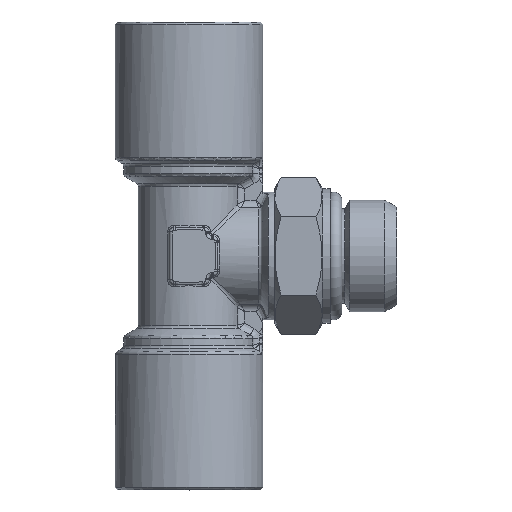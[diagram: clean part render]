
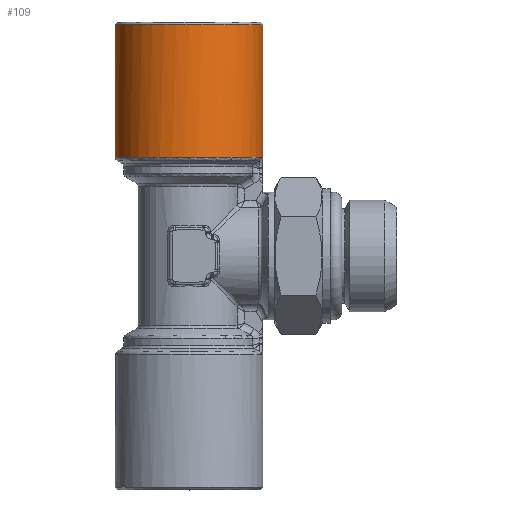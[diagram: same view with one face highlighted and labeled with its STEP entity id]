
A CAD part, top view. The second image highlights one B-rep face of the part: STEP entity #109.
In plain terms, the highlighted cylindrical face has radius 9.25 mm (diameter 18.5 mm), a full revolution.
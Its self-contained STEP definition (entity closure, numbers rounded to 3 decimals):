
#109 = ADVANCED_FACE( 'NONE', ( #665, #666 ), #667, .T. );
#665 = FACE_OUTER_BOUND( '', #2215, .T. );
#666 = FACE_OUTER_BOUND( '', #2216, .T. );
#667 = CYLINDRICAL_SURFACE( '', #2217, 9.25 );
#2215 = EDGE_LOOP( '', ( #9823, #9824, #9825, #9826, #9827, #9828, #9829, #9830, #9831, #9832, #9833 ) );
#2216 = EDGE_LOOP( '', ( #9834 ) );
#2217 = AXIS2_PLACEMENT_3D( '', #9835, #9836, #9837 );
#9823 = ORIENTED_EDGE( '', *, *, #13080, .T. );
#9824 = ORIENTED_EDGE( '', *, *, #13081, .T. );
#9825 = ORIENTED_EDGE( '', *, *, #13082, .T. );
#9826 = ORIENTED_EDGE( '', *, *, #13083, .T. );
#9827 = ORIENTED_EDGE( '', *, *, #13084, .T. );
#9828 = ORIENTED_EDGE( '', *, *, #13085, .T. );
#9829 = ORIENTED_EDGE( '', *, *, #13086, .T. );
#9830 = ORIENTED_EDGE( '', *, *, #13087, .T. );
#9831 = ORIENTED_EDGE( '', *, *, #13088, .T. );
#9832 = ORIENTED_EDGE( '', *, *, #13089, .T. );
#9833 = ORIENTED_EDGE( '', *, *, #13090, .T. );
#9834 = ORIENTED_EDGE( '', *, *, #13091, .F. );
#9835 = CARTESIAN_POINT( '', ( 0., 0., 0. ) );
#9836 = DIRECTION( '', ( 0., 1., 0. ) );
#9837 = DIRECTION( '', ( 0., 0., -1. ) );
#13080 = EDGE_CURVE( 'NONE', #14503, #14504, #14505, .T. );
#13081 = EDGE_CURVE( 'NONE', #14504, #14506, #14507, .T. );
#13082 = EDGE_CURVE( 'NONE', #14506, #14508, #14509, .T. );
#13083 = EDGE_CURVE( 'NONE', #14508, #14510, #14511, .T. );
#13084 = EDGE_CURVE( 'NONE', #14510, #14512, #14513, .T. );
#13085 = EDGE_CURVE( 'NONE', #14512, #14514, #14515, .T. );
#13086 = EDGE_CURVE( 'NONE', #14514, #14516, #14517, .T. );
#13087 = EDGE_CURVE( 'NONE', #14516, #14518, #14519, .T. );
#13088 = EDGE_CURVE( 'NONE', #14518, #14520, #14521, .T. );
#13089 = EDGE_CURVE( 'NONE', #14520, #14522, #14523, .T. );
#13090 = EDGE_CURVE( 'NONE', #14522, #14503, #14524, .T. );
#13091 = EDGE_CURVE( 'NONE', #14525, #14525, #14526, .T. );
#14503 = VERTEX_POINT( 'NONE', #17525 );
#14504 = VERTEX_POINT( 'NONE', #17526 );
#14505 = B_SPLINE_CURVE_WITH_KNOTS( '', 3, ( #17527, #17528, #17529, #17530, #17531, #17532, #17533, #17534, #17535, #17536, #17537, #17538, #17539 ), .UNSPECIFIED., .F., .F., ( 4, 1, 1, 1, 1, 1, 1, 1, 1, 1, 4 ), ( 0., 0.064, 0.126, 0.189, 0.251, 0.377, 0.5, 0.626, 0.75, 0.874, 1. ), .UNSPECIFIED. );
#14506 = VERTEX_POINT( 'NONE', #17540 );
#14507 = CIRCLE( '', #17541, 9.25 );
#14508 = VERTEX_POINT( 'NONE', #17542 );
#14509 = B_SPLINE_CURVE_WITH_KNOTS( '', 3, ( #17543, #17544, #17545, #17546, #17547, #17548, #17549, #17550, #17551, #17552, #17553, #17554, #17555 ), .UNSPECIFIED., .F., .F., ( 4, 1, 1, 1, 1, 1, 1, 1, 1, 1, 4 ), ( 0., 0.063, 0.126, 0.188, 0.25, 0.374, 0.5, 0.623, 0.75, 0.874, 1. ), .UNSPECIFIED. );
#14510 = VERTEX_POINT( 'NONE', #17556 );
#14511 = B_SPLINE_CURVE_WITH_KNOTS( '', 3, ( #17557, #17558, #17559, #17560 ), .UNSPECIFIED., .F., .F., ( 4, 4 ), ( 0., 0. ), .UNSPECIFIED. );
#14512 = VERTEX_POINT( 'NONE', #17561 );
#14513 = LINE( '', #17562, #17563 );
#14514 = VERTEX_POINT( 'NONE', #17564 );
#14515 = B_SPLINE_CURVE_WITH_KNOTS( '', 3, ( #17565, #17566, #17567, #17568 ), .UNSPECIFIED., .F., .F., ( 4, 4 ), ( 0., 0. ), .UNSPECIFIED. );
#14516 = VERTEX_POINT( 'NONE', #17569 );
#14517 = ( BOUNDED_CURVE(  )B_SPLINE_CURVE( 3, ( #17572, #17573, #17574, #17575 ), .UNSPECIFIED., .F., .F. )B_SPLINE_CURVE_WITH_KNOTS( ( 4, 4 ), ( 3.025, 3.142 ), .UNSPECIFIED. )CURVE(  )GEOMETRIC_REPRESENTATION_ITEM(  )RATIONAL_B_SPLINE_CURVE( ( 1., 0.999, 0.999, 1. ) )REPRESENTATION_ITEM( '' ) );
#14518 = VERTEX_POINT( 'NONE', #17581 );
#14519 = ( BOUNDED_CURVE(  )B_SPLINE_CURVE( 3, ( #17584, #17585, #17586, #17587 ), .UNSPECIFIED., .F., .F. )B_SPLINE_CURVE_WITH_KNOTS( ( 4, 4 ), ( 3.142, 3.258 ), .UNSPECIFIED. )CURVE(  )GEOMETRIC_REPRESENTATION_ITEM(  )RATIONAL_B_SPLINE_CURVE( ( 1., 0.999, 0.999, 1. ) )REPRESENTATION_ITEM( '' ) );
#14520 = VERTEX_POINT( 'NONE', #17593 );
#14521 = B_SPLINE_CURVE_WITH_KNOTS( '', 3, ( #17594, #17595, #17596, #17597 ), .UNSPECIFIED., .F., .F., ( 4, 4 ), ( 0., 0. ), .UNSPECIFIED. );
#14522 = VERTEX_POINT( 'NONE', #17598 );
#14523 = LINE( '', #17599, #17600 );
#14524 = B_SPLINE_CURVE_WITH_KNOTS( '', 3, ( #17601, #17602, #17603, #17604 ), .UNSPECIFIED., .F., .F., ( 4, 4 ), ( 0., 0. ), .UNSPECIFIED. );
#14525 = VERTEX_POINT( '', #17605 );
#14526 = CIRCLE( '', #17606, 9.25 );
#17525 = CARTESIAN_POINT( '', ( 9.185, 11.169, -1.096 ) );
#17526 = CARTESIAN_POINT( '', ( 8.924, 12.355, -2.434 ) );
#17527 = CARTESIAN_POINT( '', ( 9.185, 11.169, -1.096 ) );
#17528 = CARTESIAN_POINT( '', ( 9.184, 11.209, -1.106 ) );
#17529 = CARTESIAN_POINT( '', ( 9.181, 11.29, -1.124 ) );
#17530 = CARTESIAN_POINT( '', ( 9.177, 11.407, -1.163 ) );
#17531 = CARTESIAN_POINT( '', ( 9.171, 11.52, -1.209 ) );
#17532 = CARTESIAN_POINT( '', ( 9.161, 11.666, -1.282 ) );
#17533 = CARTESIAN_POINT( '', ( 9.145, 11.837, -1.393 ) );
#17534 = CARTESIAN_POINT( '', ( 9.118, 12.017, -1.559 ) );
#17535 = CARTESIAN_POINT( '', ( 9.084, 12.165, -1.751 ) );
#17536 = CARTESIAN_POINT( '', ( 9.039, 12.273, -1.966 ) );
#17537 = CARTESIAN_POINT( '', ( 8.987, 12.342, -2.197 ) );
#17538 = CARTESIAN_POINT( '', ( 8.945, 12.351, -2.355 ) );
#17539 = CARTESIAN_POINT( '', ( 8.924, 12.355, -2.434 ) );
#17540 = CARTESIAN_POINT( '', ( 8.924, 12.355, 2.434 ) );
#17541 = AXIS2_PLACEMENT_3D( '', #24715, #24716, #24717 );
#17542 = CARTESIAN_POINT( '', ( 9.185, 11.169, 1.096 ) );
#17543 = CARTESIAN_POINT( '', ( 8.924, 12.355, 2.434 ) );
#17544 = CARTESIAN_POINT( '', ( 8.935, 12.354, 2.394 ) );
#17545 = CARTESIAN_POINT( '', ( 8.956, 12.352, 2.315 ) );
#17546 = CARTESIAN_POINT( '', ( 8.986, 12.335, 2.197 ) );
#17547 = CARTESIAN_POINT( '', ( 9.013, 12.307, 2.081 ) );
#17548 = CARTESIAN_POINT( '', ( 9.047, 12.256, 1.931 ) );
#17549 = CARTESIAN_POINT( '', ( 9.084, 12.165, 1.751 ) );
#17550 = CARTESIAN_POINT( '', ( 9.118, 12.017, 1.559 ) );
#17551 = CARTESIAN_POINT( '', ( 9.145, 11.837, 1.393 ) );
#17552 = CARTESIAN_POINT( '', ( 9.164, 11.632, 1.26 ) );
#17553 = CARTESIAN_POINT( '', ( 9.178, 11.408, 1.157 ) );
#17554 = CARTESIAN_POINT( '', ( 9.182, 11.249, 1.116 ) );
#17555 = CARTESIAN_POINT( '', ( 9.185, 11.169, 1.096 ) );
#17556 = CARTESIAN_POINT( '', ( 9.187, 10.953, 1.073 ) );
#17557 = CARTESIAN_POINT( '', ( 9.185, 11.169, 1.096 ) );
#17558 = CARTESIAN_POINT( '', ( 9.187, 11.098, 1.081 ) );
#17559 = CARTESIAN_POINT( '', ( 9.187, 11.026, 1.073 ) );
#17560 = CARTESIAN_POINT( '', ( 9.187, 10.953, 1.073 ) );
#17561 = CARTESIAN_POINT( '', ( 9.187, 10.345, 1.073 ) );
#17562 = CARTESIAN_POINT( '', ( 9.187, 0., 1.073 ) );
#17563 = VECTOR( '', #24718, 1000. );
#17564 = CARTESIAN_POINT( '', ( 9.188, 10.181, 1.072 ) );
#17565 = CARTESIAN_POINT( '', ( 9.187, 10.345, 1.073 ) );
#17566 = CARTESIAN_POINT( '', ( 9.187, 10.291, 1.073 ) );
#17567 = CARTESIAN_POINT( '', ( 9.188, 10.236, 1.073 ) );
#17568 = CARTESIAN_POINT( '', ( 9.188, 10.181, 1.072 ) );
#17569 = CARTESIAN_POINT( '', ( 9.25, 10.25, 0. ) );
#17572 = CARTESIAN_POINT( '', ( 9.188, 10.181, 1.072 ) );
#17573 = CARTESIAN_POINT( '', ( 9.229, 10.227, 0.716 ) );
#17574 = CARTESIAN_POINT( '', ( 9.25, 10.25, 0.358 ) );
#17575 = CARTESIAN_POINT( '', ( 9.25, 10.25, 0. ) );
#17581 = CARTESIAN_POINT( '', ( 9.188, 10.181, -1.072 ) );
#17584 = CARTESIAN_POINT( '', ( 9.25, 10.25, 0. ) );
#17585 = CARTESIAN_POINT( '', ( 9.25, 10.25, -0.358 ) );
#17586 = CARTESIAN_POINT( '', ( 9.229, 10.227, -0.716 ) );
#17587 = CARTESIAN_POINT( '', ( 9.188, 10.181, -1.072 ) );
#17593 = CARTESIAN_POINT( '', ( 9.187, 10.345, -1.073 ) );
#17594 = CARTESIAN_POINT( '', ( 9.188, 10.181, -1.072 ) );
#17595 = CARTESIAN_POINT( '', ( 9.188, 10.236, -1.073 ) );
#17596 = CARTESIAN_POINT( '', ( 9.187, 10.291, -1.073 ) );
#17597 = CARTESIAN_POINT( '', ( 9.187, 10.345, -1.073 ) );
#17598 = CARTESIAN_POINT( '', ( 9.187, 10.953, -1.073 ) );
#17599 = CARTESIAN_POINT( '', ( 9.187, 0., -1.073 ) );
#17600 = VECTOR( '', #24719, 1000. );
#17601 = CARTESIAN_POINT( '', ( 9.187, 10.953, -1.073 ) );
#17602 = CARTESIAN_POINT( '', ( 9.187, 11.026, -1.073 ) );
#17603 = CARTESIAN_POINT( '', ( 9.187, 11.098, -1.081 ) );
#17604 = CARTESIAN_POINT( '', ( 9.185, 11.169, -1.096 ) );
#17605 = CARTESIAN_POINT( '', ( 0., 29., -9.25 ) );
#17606 = AXIS2_PLACEMENT_3D( '', #24720, #24721, #24722 );
#24715 = CARTESIAN_POINT( '', ( 0., 12.355, 0. ) );
#24716 = DIRECTION( '', ( 0., 1., 0. ) );
#24717 = DIRECTION( '', ( 0., 0., 1. ) );
#24718 = DIRECTION( '', ( 0., -1., 0. ) );
#24719 = DIRECTION( '', ( 0., 1., 0. ) );
#24720 = CARTESIAN_POINT( '', ( 0., 29., 0. ) );
#24721 = DIRECTION( '', ( 0., 1., 0. ) );
#24722 = DIRECTION( '', ( 0., 0., -1. ) );
